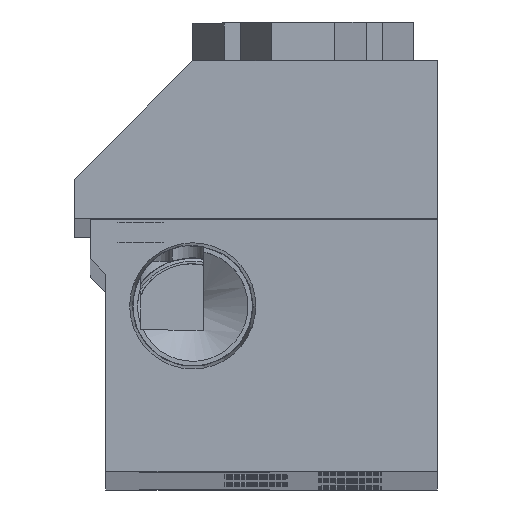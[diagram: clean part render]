
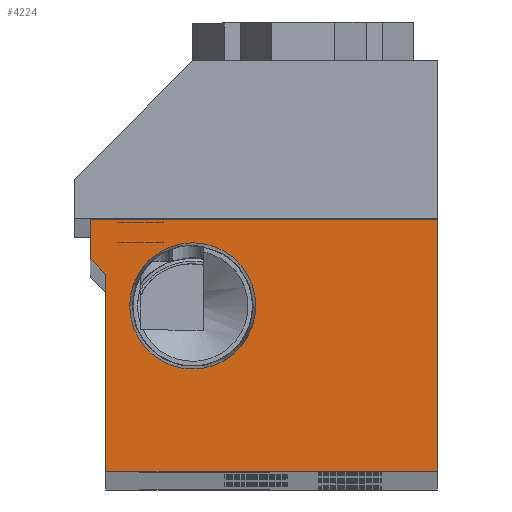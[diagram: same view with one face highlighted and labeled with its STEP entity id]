
A CAD part, top view. The second image highlights one B-rep face of the part: STEP entity #4224.
In plain terms, the highlighted planar face has unit normal (0, 0, 1).
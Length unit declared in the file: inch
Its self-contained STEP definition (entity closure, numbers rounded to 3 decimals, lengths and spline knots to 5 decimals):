
#2353=CARTESIAN_POINT('',(-0.31246,0.66735,42.));
#2354=VERTEX_POINT('',#2353);
#2355=CARTESIAN_POINT('',(1.06254,0.66735,42.));
#2356=VERTEX_POINT('',#2355);
#2357=CARTESIAN_POINT('',(-0.31246,0.66735,42.));
#2358=DIRECTION('',(1.0,0.0,0.0));
#2359=VECTOR('',#2358,1.375);
#2360=LINE('',#2357,#2359);
#2361=EDGE_CURVE('',#2354,#2356,#2360,.T.);
#3341=CARTESIAN_POINT('',(0.34379,0.3236,42.));
#3342=VERTEX_POINT('',#3341);
#3343=CARTESIAN_POINT('',(0.09379,0.3236,42.));
#3344=DIRECTION('',(0.0,0.0,-1.0));
#3345=DIRECTION('',(1.0,0.0,0.0));
#3346=AXIS2_PLACEMENT_3D('',#3343,#3344,#3345);
#3347=CIRCLE('',#3346,0.25);
#3348=EDGE_CURVE('',#3342,#3342,#3347,.T.);
#3938=CARTESIAN_POINT('',(1.06254,-0.33265,42.));
#3939=VERTEX_POINT('',#3938);
#3940=CARTESIAN_POINT('',(1.06254,0.66735,42.));
#3941=DIRECTION('',(0.0,-1.0,0.0));
#3942=VECTOR('',#3941,1.0);
#3943=LINE('',#3940,#3942);
#3944=EDGE_CURVE('',#2356,#3939,#3943,.T.);
#3969=CARTESIAN_POINT('',(-0.24996,-0.33265,42.));
#3970=VERTEX_POINT('',#3969);
#3971=CARTESIAN_POINT('',(1.06254,-0.33265,42.));
#3972=DIRECTION('',(-1.0,0.0,0.0));
#3973=VECTOR('',#3972,1.3125);
#3974=LINE('',#3971,#3973);
#3975=EDGE_CURVE('',#3939,#3970,#3974,.T.);
#4129=CARTESIAN_POINT('',(-0.24996,0.4486,42.));
#4130=VERTEX_POINT('',#4129);
#4131=CARTESIAN_POINT('',(-0.24996,-0.33265,42.));
#4132=DIRECTION('',(0.0,1.0,0.0));
#4133=VECTOR('',#4132,0.78125);
#4134=LINE('',#4131,#4133);
#4135=EDGE_CURVE('',#3970,#4130,#4134,.T.);
#4160=CARTESIAN_POINT('',(-0.31246,0.5111,42.));
#4161=VERTEX_POINT('',#4160);
#4162=CARTESIAN_POINT('',(-0.24996,0.4486,42.));
#4163=DIRECTION('',(-0.707,0.707,0.0));
#4164=VECTOR('',#4163,0.08839);
#4165=LINE('',#4162,#4164);
#4166=EDGE_CURVE('',#4130,#4161,#4165,.T.);
#4191=CARTESIAN_POINT('',(-0.31246,0.5111,42.));
#4192=DIRECTION('',(0.0,1.0,0.0));
#4193=VECTOR('',#4192,0.15625);
#4194=LINE('',#4191,#4193);
#4195=EDGE_CURVE('',#4161,#2354,#4194,.T.);
#4208=CARTESIAN_POINT('',(0.39092,0.1757,42.));
#4209=DIRECTION('',(0.0,0.0,1.0));
#4210=DIRECTION('',(1.0,0.0,0.0));
#4211=AXIS2_PLACEMENT_3D('',#4208,#4209,#4210);
#4212=PLANE('',#4211);
#4213=ORIENTED_EDGE('',*,*,#3944,.F.);
#4214=ORIENTED_EDGE('',*,*,#2361,.F.);
#4215=ORIENTED_EDGE('',*,*,#4195,.F.);
#4216=ORIENTED_EDGE('',*,*,#4166,.F.);
#4217=ORIENTED_EDGE('',*,*,#4135,.F.);
#4218=ORIENTED_EDGE('',*,*,#3975,.F.);
#4219=EDGE_LOOP('',(#4213,#4214,#4215,#4216,#4217,#4218));
#4220=FACE_OUTER_BOUND('',#4219,.T.);
#4221=ORIENTED_EDGE('',*,*,#3348,.T.);
#4222=EDGE_LOOP('',(#4221));
#4223=FACE_BOUND('',#4222,.T.);
#4224=ADVANCED_FACE('',(#4220,#4223),#4212,.T.);
